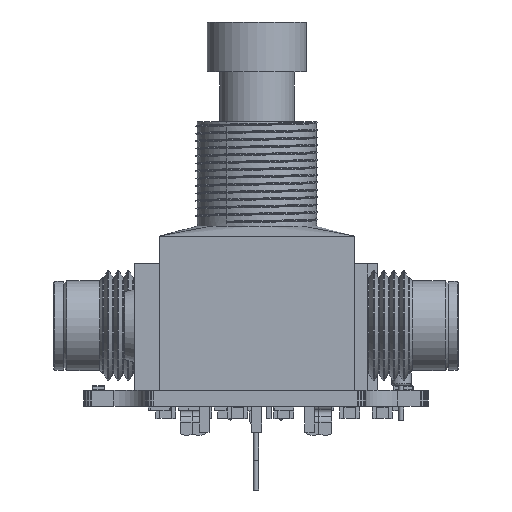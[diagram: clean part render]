
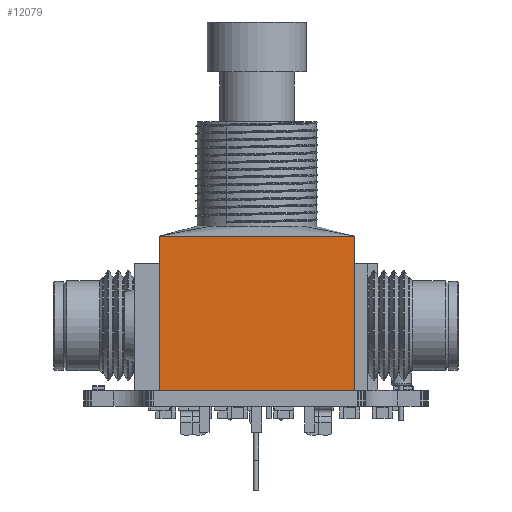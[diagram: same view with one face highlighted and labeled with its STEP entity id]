
A CAD part, front view. The second image highlights one B-rep face of the part: STEP entity #12079.
In plain terms, the highlighted face is planar.
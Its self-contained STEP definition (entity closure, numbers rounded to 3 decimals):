
#6023 = VERTEX_POINT('',#6024);
#6024 = CARTESIAN_POINT('',(-9.8,8.5,-1.2));
#6030 = EDGE_CURVE('',#6031,#6023,#6033,.T.);
#6031 = VERTEX_POINT('',#6032);
#6032 = CARTESIAN_POINT('',(9.8,8.5,-1.2));
#6033 = LINE('',#6034,#6035);
#6034 = CARTESIAN_POINT('',(9.8,8.5,-1.2));
#6035 = VECTOR('',#6036,1.);
#6036 = DIRECTION('',(-1.,0.,0.));
#11870 = VERTEX_POINT('',#11871);
#11871 = CARTESIAN_POINT('',(-9.8,8.5,15.5));
#11917 = VERTEX_POINT('',#11918);
#11918 = CARTESIAN_POINT('',(9.8,8.5,15.5));
#11924 = EDGE_CURVE('',#11917,#11870,#11925,.T.);
#11925 = LINE('',#11926,#11927);
#11926 = CARTESIAN_POINT('',(9.8,8.5,15.5));
#11927 = VECTOR('',#11928,1.);
#11928 = DIRECTION('',(-1.,0.,0.));
#12068 = EDGE_CURVE('',#6023,#11870,#12069,.T.);
#12069 = LINE('',#12070,#12071);
#12070 = CARTESIAN_POINT('',(-9.8,8.5,-1.2));
#12071 = VECTOR('',#12072,1.);
#12072 = DIRECTION('',(0.,0.,1.));
#12079 = ADVANCED_FACE('',(#12080),#12091,.T.);
#12080 = FACE_BOUND('',#12081,.T.);
#12081 = EDGE_LOOP('',(#12082,#12083,#12084,#12090));
#12082 = ORIENTED_EDGE('',*,*,#12068,.T.);
#12083 = ORIENTED_EDGE('',*,*,#11924,.F.);
#12084 = ORIENTED_EDGE('',*,*,#12085,.F.);
#12085 = EDGE_CURVE('',#6031,#11917,#12086,.T.);
#12086 = LINE('',#12087,#12088);
#12087 = CARTESIAN_POINT('',(9.8,8.5,-1.2));
#12088 = VECTOR('',#12089,1.);
#12089 = DIRECTION('',(0.,0.,1.));
#12090 = ORIENTED_EDGE('',*,*,#6030,.T.);
#12091 = PLANE('',#12092);
#12092 = AXIS2_PLACEMENT_3D('',#12093,#12094,#12095);
#12093 = CARTESIAN_POINT('',(9.8,8.5,-1.2));
#12094 = DIRECTION('',(0.,1.,0.));
#12095 = DIRECTION('',(-1.,0.,0.));
